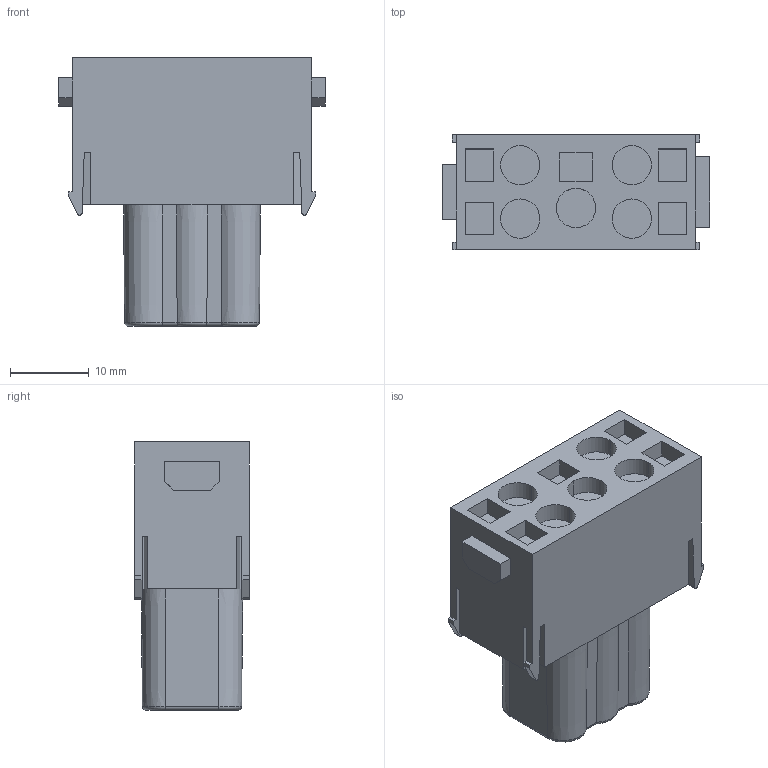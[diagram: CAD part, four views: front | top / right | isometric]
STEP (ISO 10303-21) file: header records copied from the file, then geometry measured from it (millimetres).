
FILE_DESCRIPTION(/* description */ (''),/* implementation_level */ '2;1');
FILE_NAME(/* name */ 'HME-005-FS.stp',/* time_stamp */ '2023-02-08T23:28:58+08:00',/* author */ (''),/* organization */ (''),/* preprocessor_version */ 'ST-DEVELOPER v16',/* originating_system */ 'SIEMENS PLM Software NX 10.0',/* authorisation */ '');
FILE_SCHEMA (('AUTOMOTIVE_DESIGN { 1 0 10303 214 3 1 1 1 }'));
Length unit declared in the file: millimetre
Products named in the file (1): Admi0A2C26ACro4i
Bounding box: 34 x 14.6 x 34.1 mm (x, y, z)
Volume: 8176.9 mm3; surface area: 10833.3 mm2
Topology: 1 solids, 1 shells, 1091 faces, 3177 edges, 2109 vertices
Faces by surface type: plane 749, cylinder 158, cone 89, bspline 60, torus 35
Entity records: 38889 total; most frequent: CARTESIAN_POINT 10534, ORIENTED_EDGE 6334, DIRECTION 5421, EDGE_CURVE 3167, VERTEX_POINT 2109, LINE 1977, VECTOR 1977, AXIS2_PLACEMENT_3D 1722
